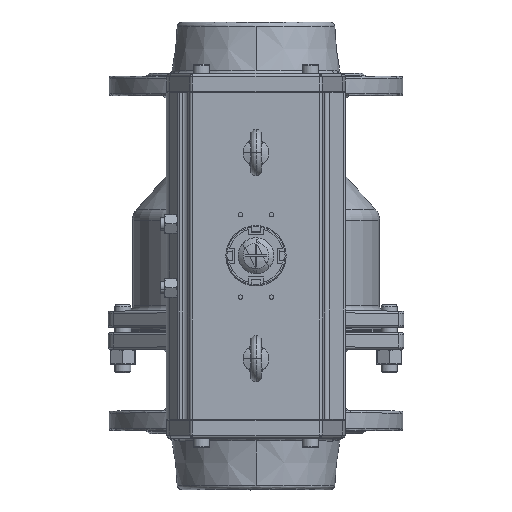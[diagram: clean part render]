
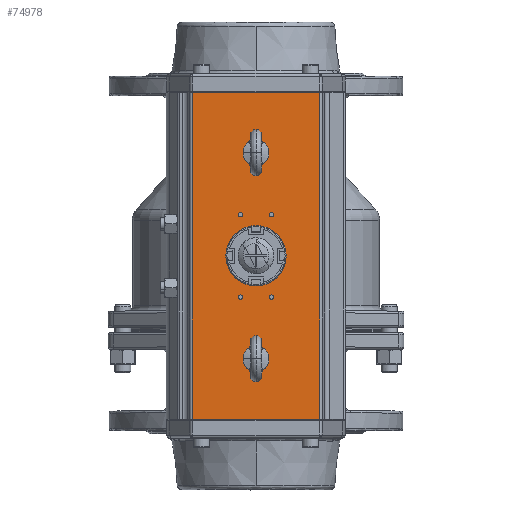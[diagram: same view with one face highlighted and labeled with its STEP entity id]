
A CAD part, top view. The second image highlights one B-rep face of the part: STEP entity #74978.
In plain terms, the highlighted planar face has unit normal (0, 0, 1).
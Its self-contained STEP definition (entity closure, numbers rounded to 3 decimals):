
#74799=CARTESIAN_POINT('',(-61.689,-159.,391.8));
#74800=DIRECTION('',(0.,-0.,-1.));
#74801=DIRECTION('',(0.,1.,-0.));
#74802=AXIS2_PLACEMENT_3D('',#74799,#74800,#74801);
#74803=PLANE('',#74802);
#74804=CARTESIAN_POINT('',(61.689,158.655,391.8));
#74805=VERTEX_POINT('',#74804);
#74806=CARTESIAN_POINT('',(61.689,-158.655,391.8));
#74807=VERTEX_POINT('',#74806);
#74808=CARTESIAN_POINT('',(61.689,158.655,391.8));
#74809=DIRECTION('',(-0.,-1.,0.));
#74810=VECTOR('',#74809,317.31);
#74811=LINE('',#74808,#74810);
#74812=EDGE_CURVE('',#74805,#74807,#74811,.T.);
#74813=ORIENTED_EDGE('',*,*,#74812,.F.);
#74814=CARTESIAN_POINT('',(-61.689,158.655,391.8));
#74815=VERTEX_POINT('',#74814);
#74816=CARTESIAN_POINT('',(61.689,158.655,391.8));
#74817=DIRECTION('',(-1.,0.,-0.));
#74818=VECTOR('',#74817,123.377);
#74819=LINE('',#74816,#74818);
#74820=EDGE_CURVE('',#74805,#74815,#74819,.T.);
#74821=ORIENTED_EDGE('',*,*,#74820,.T.);
#74822=CARTESIAN_POINT('',(-61.689,-158.655,391.8));
#74823=VERTEX_POINT('',#74822);
#74824=CARTESIAN_POINT('',(-61.689,-158.655,391.8));
#74825=DIRECTION('',(0.,1.,-0.));
#74826=VECTOR('',#74825,317.31);
#74827=LINE('',#74824,#74826);
#74828=EDGE_CURVE('',#74823,#74815,#74827,.T.);
#74829=ORIENTED_EDGE('',*,*,#74828,.F.);
#74830=CARTESIAN_POINT('',(-61.689,-158.655,391.8));
#74831=DIRECTION('',(1.,-0.,0.));
#74832=VECTOR('',#74831,123.377);
#74833=LINE('',#74830,#74832);
#74834=EDGE_CURVE('',#74823,#74807,#74833,.T.);
#74835=ORIENTED_EDGE('',*,*,#74834,.T.);
#74836=EDGE_LOOP('',(#74813,#74821,#74829,#74835));
#74837=FACE_BOUND('',#74836,.T.);
#74838=CARTESIAN_POINT('',(-15.,-42.1,391.8));
#74839=VERTEX_POINT('',#74838);
#74840=CARTESIAN_POINT('',(-15.,-37.9,391.8));
#74841=VERTEX_POINT('',#74840);
#74842=CARTESIAN_POINT('',(-15.,-40.,391.8));
#74843=DIRECTION('',(-0.,0.,1.));
#74844=DIRECTION('',(-0.,-1.,0.));
#74845=AXIS2_PLACEMENT_3D('',#74842,#74843,#74844);
#74846=CIRCLE('',#74845,2.1);
#74847=EDGE_CURVE('NONE',#74839,#74841,#74846,.T.);
#74848=ORIENTED_EDGE('',*,*,#74847,.F.);
#74849=CARTESIAN_POINT('',(-15.,-40.,391.8));
#74850=DIRECTION('',(-0.,0.,1.));
#74851=DIRECTION('',(-0.,-1.,0.));
#74852=AXIS2_PLACEMENT_3D('',#74849,#74850,#74851);
#74853=CIRCLE('',#74852,2.1);
#74854=EDGE_CURVE('NONE',#74841,#74839,#74853,.T.);
#74855=ORIENTED_EDGE('',*,*,#74854,.F.);
#74856=EDGE_LOOP('',(#74848,#74855));
#74857=FACE_BOUND('',#74856,.T.);
#74858=CARTESIAN_POINT('',(15.,-42.1,391.8));
#74859=VERTEX_POINT('',#74858);
#74860=CARTESIAN_POINT('',(15.,-37.9,391.8));
#74861=VERTEX_POINT('',#74860);
#74862=CARTESIAN_POINT('',(15.,-40.,391.8));
#74863=DIRECTION('',(-0.,0.,1.));
#74864=DIRECTION('',(-0.,-1.,0.));
#74865=AXIS2_PLACEMENT_3D('',#74862,#74863,#74864);
#74866=CIRCLE('',#74865,2.1);
#74867=EDGE_CURVE('NONE',#74859,#74861,#74866,.T.);
#74868=ORIENTED_EDGE('',*,*,#74867,.F.);
#74869=CARTESIAN_POINT('',(15.,-40.,391.8));
#74870=DIRECTION('',(-0.,0.,1.));
#74871=DIRECTION('',(-0.,-1.,0.));
#74872=AXIS2_PLACEMENT_3D('',#74869,#74870,#74871);
#74873=CIRCLE('',#74872,2.1);
#74874=EDGE_CURVE('NONE',#74861,#74859,#74873,.T.);
#74875=ORIENTED_EDGE('',*,*,#74874,.F.);
#74876=EDGE_LOOP('',(#74868,#74875));
#74877=FACE_BOUND('',#74876,.T.);
#74878=CARTESIAN_POINT('',(15.,37.9,391.8));
#74879=VERTEX_POINT('',#74878);
#74880=CARTESIAN_POINT('',(15.,42.1,391.8));
#74881=VERTEX_POINT('',#74880);
#74882=CARTESIAN_POINT('',(15.,40.,391.8));
#74883=DIRECTION('',(-0.,0.,1.));
#74884=DIRECTION('',(-0.,-1.,0.));
#74885=AXIS2_PLACEMENT_3D('',#74882,#74883,#74884);
#74886=CIRCLE('',#74885,2.1);
#74887=EDGE_CURVE('NONE',#74879,#74881,#74886,.T.);
#74888=ORIENTED_EDGE('',*,*,#74887,.F.);
#74889=CARTESIAN_POINT('',(15.,40.,391.8));
#74890=DIRECTION('',(-0.,0.,1.));
#74891=DIRECTION('',(-0.,-1.,0.));
#74892=AXIS2_PLACEMENT_3D('',#74889,#74890,#74891);
#74893=CIRCLE('',#74892,2.1);
#74894=EDGE_CURVE('NONE',#74881,#74879,#74893,.T.);
#74895=ORIENTED_EDGE('',*,*,#74894,.F.);
#74896=EDGE_LOOP('',(#74888,#74895));
#74897=FACE_BOUND('',#74896,.T.);
#74898=CARTESIAN_POINT('',(-15.,37.9,391.8));
#74899=VERTEX_POINT('',#74898);
#74900=CARTESIAN_POINT('',(-15.,42.1,391.8));
#74901=VERTEX_POINT('',#74900);
#74902=CARTESIAN_POINT('',(-15.,40.,391.8));
#74903=DIRECTION('',(-0.,0.,1.));
#74904=DIRECTION('',(-0.,-1.,0.));
#74905=AXIS2_PLACEMENT_3D('',#74902,#74903,#74904);
#74906=CIRCLE('',#74905,2.1);
#74907=EDGE_CURVE('NONE',#74899,#74901,#74906,.T.);
#74908=ORIENTED_EDGE('',*,*,#74907,.F.);
#74909=CARTESIAN_POINT('',(-15.,40.,391.8));
#74910=DIRECTION('',(-0.,0.,1.));
#74911=DIRECTION('',(-0.,-1.,0.));
#74912=AXIS2_PLACEMENT_3D('',#74909,#74910,#74911);
#74913=CIRCLE('',#74912,2.1);
#74914=EDGE_CURVE('NONE',#74901,#74899,#74913,.T.);
#74915=ORIENTED_EDGE('',*,*,#74914,.F.);
#74916=EDGE_LOOP('',(#74908,#74915));
#74917=FACE_BOUND('',#74916,.T.);
#74918=CARTESIAN_POINT('',(0.,95.75,391.8));
#74919=VERTEX_POINT('',#74918);
#74920=CARTESIAN_POINT('',(0.,104.25,391.8));
#74921=VERTEX_POINT('',#74920);
#74922=CARTESIAN_POINT('',(0.,100.,391.8));
#74923=DIRECTION('',(-0.,0.,1.));
#74924=DIRECTION('',(-0.,-1.,0.));
#74925=AXIS2_PLACEMENT_3D('',#74922,#74923,#74924);
#74926=CIRCLE('',#74925,4.25);
#74927=EDGE_CURVE('NONE',#74919,#74921,#74926,.T.);
#74928=ORIENTED_EDGE('',*,*,#74927,.F.);
#74929=CARTESIAN_POINT('',(0.,100.,391.8));
#74930=DIRECTION('',(-0.,0.,1.));
#74931=DIRECTION('',(-0.,-1.,0.));
#74932=AXIS2_PLACEMENT_3D('',#74929,#74930,#74931);
#74933=CIRCLE('',#74932,4.25);
#74934=EDGE_CURVE('NONE',#74921,#74919,#74933,.T.);
#74935=ORIENTED_EDGE('',*,*,#74934,.F.);
#74936=EDGE_LOOP('',(#74928,#74935));
#74937=FACE_BOUND('',#74936,.T.);
#74938=CARTESIAN_POINT('',(0.,-104.25,391.8));
#74939=VERTEX_POINT('',#74938);
#74940=CARTESIAN_POINT('',(0.,-95.75,391.8));
#74941=VERTEX_POINT('',#74940);
#74942=CARTESIAN_POINT('',(0.,-100.,391.8));
#74943=DIRECTION('',(-0.,0.,1.));
#74944=DIRECTION('',(-0.,-1.,0.));
#74945=AXIS2_PLACEMENT_3D('',#74942,#74943,#74944);
#74946=CIRCLE('',#74945,4.25);
#74947=EDGE_CURVE('NONE',#74939,#74941,#74946,.T.);
#74948=ORIENTED_EDGE('',*,*,#74947,.F.);
#74949=CARTESIAN_POINT('',(0.,-100.,391.8));
#74950=DIRECTION('',(-0.,0.,1.));
#74951=DIRECTION('',(-0.,-1.,0.));
#74952=AXIS2_PLACEMENT_3D('',#74949,#74950,#74951);
#74953=CIRCLE('',#74952,4.25);
#74954=EDGE_CURVE('NONE',#74941,#74939,#74953,.T.);
#74955=ORIENTED_EDGE('',*,*,#74954,.F.);
#74956=EDGE_LOOP('',(#74948,#74955));
#74957=FACE_BOUND('',#74956,.T.);
#74958=CARTESIAN_POINT('',(0.,-20.,391.8));
#74959=VERTEX_POINT('',#74958);
#74960=CARTESIAN_POINT('',(0.,20.,391.8));
#74961=VERTEX_POINT('',#74960);
#74962=CARTESIAN_POINT('',(0.,-0.,391.8));
#74963=DIRECTION('',(0.,-0.,-1.));
#74964=DIRECTION('',(-0.,-1.,0.));
#74965=AXIS2_PLACEMENT_3D('',#74962,#74963,#74964);
#74966=CIRCLE('',#74965,20.);
#74967=EDGE_CURVE('',#74959,#74961,#74966,.T.);
#74968=ORIENTED_EDGE('',*,*,#74967,.T.);
#74969=CARTESIAN_POINT('',(0.,-0.,391.8));
#74970=DIRECTION('',(0.,-0.,-1.));
#74971=DIRECTION('',(-0.,-1.,0.));
#74972=AXIS2_PLACEMENT_3D('',#74969,#74970,#74971);
#74973=CIRCLE('',#74972,20.);
#74974=EDGE_CURVE('',#74961,#74959,#74973,.T.);
#74975=ORIENTED_EDGE('',*,*,#74974,.T.);
#74976=EDGE_LOOP('',(#74968,#74975));
#74977=FACE_BOUND('',#74976,.T.);
#74978=ADVANCED_FACE('',(#74837,#74857,#74877,#74897,#74917,#74937,#74957,#74977),#74803,.F.);
